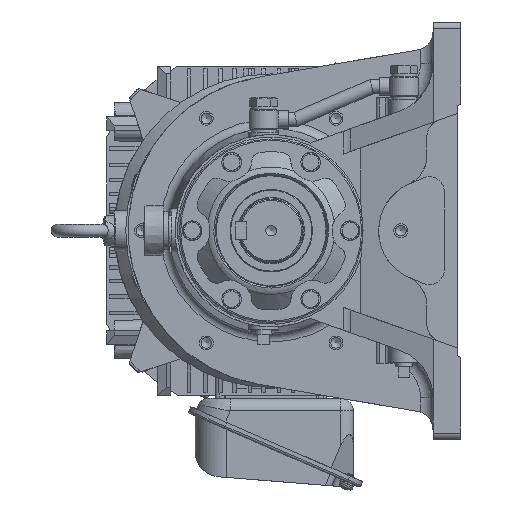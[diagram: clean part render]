
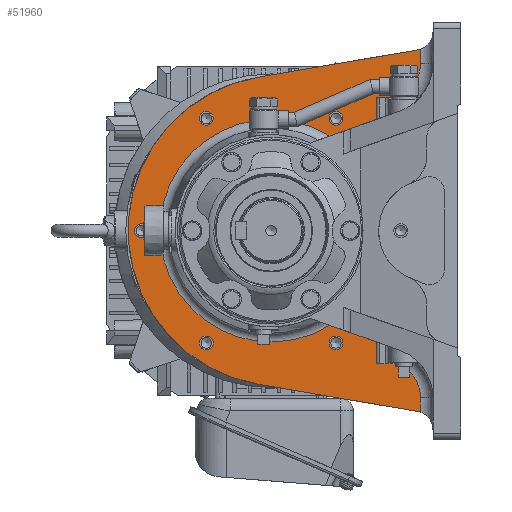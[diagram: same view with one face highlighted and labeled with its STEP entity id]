
A CAD part, left-side view. The second image highlights one B-rep face of the part: STEP entity #51960.
In plain terms, the highlighted planar face has unit normal (-1, 0, 0).
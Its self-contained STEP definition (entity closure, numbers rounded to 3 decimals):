
#5203=LINE('',#86502,#9846);
#5311=LINE('',#86940,#9954);
#5332=LINE('',#87081,#9975);
#5340=LINE('',#87164,#9983);
#5380=LINE('',#87325,#10023);
#5407=LINE('',#87447,#10050);
#5411=LINE('',#87455,#10054);
#5416=LINE('',#87466,#10059);
#5434=LINE('',#87589,#10077);
#5435=LINE('',#87595,#10078);
#9846=VECTOR('',#66901,128.134);
#9954=VECTOR('',#67191,17.732);
#9975=VECTOR('',#67300,38.834);
#9983=VECTOR('',#67336,38.834);
#10023=VECTOR('',#67468,128.134);
#10050=VECTOR('',#67563,17.732);
#10054=VECTOR('',#67573,17.113);
#10059=VECTOR('',#67590,17.113);
#10077=VECTOR('',#67672,11.343);
#10078=VECTOR('',#67681,11.343);
#11229=FACE_BOUND('',#17545,.T.);
#11230=FACE_BOUND('',#17546,.T.);
#11231=FACE_BOUND('',#17547,.T.);
#11232=FACE_BOUND('',#17548,.T.);
#11233=FACE_BOUND('',#17549,.T.);
#14190=FACE_OUTER_BOUND('',#17544,.T.);
#17544=EDGE_LOOP('',(#42374,#42375,#42376,#42377,#42378,#42379,#42380,#42381,
#42382,#42383,#42384,#42385,#42386,#42387,#42388,#42389));
#17545=EDGE_LOOP('',(#42390));
#17546=EDGE_LOOP('',(#42391));
#17547=EDGE_LOOP('',(#42392));
#17548=EDGE_LOOP('',(#42393));
#17549=EDGE_LOOP('',(#42394));
#18924=CIRCLE('',#55518,123.);
#18976=CIRCLE('',#55654,5.5);
#18977=CIRCLE('',#55656,5.5);
#18978=CIRCLE('',#55658,5.5);
#18979=CIRCLE('',#55660,5.5);
#18980=CIRCLE('',#55663,5.5);
#18991=CIRCLE('',#55688,15.);
#18992=CIRCLE('',#55691,15.);
#19013=CIRCLE('',#55804,88.039);
#19019=CIRCLE('',#55821,30.);
#19020=CIRCLE('',#55823,30.);
#23026=VERTEX_POINT('',#86360);
#23027=VERTEX_POINT('',#86362);
#23081=VERTEX_POINT('',#86501);
#23192=VERTEX_POINT('',#86907);
#23199=VERTEX_POINT('',#86938);
#23209=VERTEX_POINT('',#86977);
#23210=VERTEX_POINT('',#86980);
#23211=VERTEX_POINT('',#86983);
#23212=VERTEX_POINT('',#86986);
#23213=VERTEX_POINT('',#86990);
#23233=VERTEX_POINT('',#87061);
#23234=VERTEX_POINT('',#87080);
#23238=VERTEX_POINT('',#87092);
#23242=VERTEX_POINT('',#87120);
#23243=VERTEX_POINT('',#87121);
#23251=VERTEX_POINT('',#87161);
#23252=VERTEX_POINT('',#87163);
#23304=VERTEX_POINT('',#87427);
#23305=VERTEX_POINT('',#87446);
#23323=VERTEX_POINT('',#87588);
#23324=VERTEX_POINT('',#87594);
#29379=EDGE_CURVE('',#23026,#23027,#18924,.T.);
#29436=EDGE_CURVE('',#23027,#23081,#5203,.T.);
#29600=EDGE_CURVE('',#23192,#23199,#5311,.T.);
#29617=EDGE_CURVE('',#23209,#23209,#18976,.T.);
#29618=EDGE_CURVE('',#23210,#23210,#18977,.T.);
#29619=EDGE_CURVE('',#23211,#23211,#18978,.T.);
#29620=EDGE_CURVE('',#23212,#23212,#18979,.T.);
#29621=EDGE_CURVE('',#23213,#23213,#18980,.T.);
#29648=EDGE_CURVE('',#23234,#23233,#5332,.T.);
#29654=EDGE_CURVE('',#23081,#23238,#18991,.T.);
#29659=EDGE_CURVE('',#23242,#23243,#18992,.T.);
#29670=EDGE_CURVE('',#23252,#23251,#5340,.T.);
#29737=EDGE_CURVE('',#23243,#23026,#5380,.T.);
#29778=EDGE_CURVE('',#23305,#23304,#5407,.T.);
#29784=EDGE_CURVE('',#23251,#23305,#5411,.T.);
#29789=EDGE_CURVE('',#23199,#23234,#5416,.T.);
#29807=EDGE_CURVE('',#23252,#23233,#19013,.T.);
#29824=EDGE_CURVE('',#23238,#23323,#5434,.T.);
#29826=EDGE_CURVE('',#23323,#23304,#19019,.T.);
#29827=EDGE_CURVE('',#23324,#23242,#5435,.T.);
#29828=EDGE_CURVE('',#23192,#23324,#19020,.T.);
#42374=ORIENTED_EDGE('',*,*,#29827,.F.);
#42375=ORIENTED_EDGE('',*,*,#29828,.F.);
#42376=ORIENTED_EDGE('',*,*,#29600,.T.);
#42377=ORIENTED_EDGE('',*,*,#29789,.T.);
#42378=ORIENTED_EDGE('',*,*,#29648,.T.);
#42379=ORIENTED_EDGE('',*,*,#29807,.F.);
#42380=ORIENTED_EDGE('',*,*,#29670,.T.);
#42381=ORIENTED_EDGE('',*,*,#29784,.T.);
#42382=ORIENTED_EDGE('',*,*,#29778,.T.);
#42383=ORIENTED_EDGE('',*,*,#29826,.F.);
#42384=ORIENTED_EDGE('',*,*,#29824,.F.);
#42385=ORIENTED_EDGE('',*,*,#29654,.F.);
#42386=ORIENTED_EDGE('',*,*,#29436,.F.);
#42387=ORIENTED_EDGE('',*,*,#29379,.F.);
#42388=ORIENTED_EDGE('',*,*,#29737,.F.);
#42389=ORIENTED_EDGE('',*,*,#29659,.F.);
#42390=ORIENTED_EDGE('',*,*,#29621,.T.);
#42391=ORIENTED_EDGE('',*,*,#29620,.T.);
#42392=ORIENTED_EDGE('',*,*,#29619,.T.);
#42393=ORIENTED_EDGE('',*,*,#29618,.T.);
#42394=ORIENTED_EDGE('',*,*,#29617,.T.);
#46385=PLANE('',#55822);
#51960=ADVANCED_FACE('',(#14190,#11229,#11230,#11231,#11232,#11233),#46385,
 .F.);
#55518=AXIS2_PLACEMENT_3D('',#86363,#66805,#66806);
#55654=AXIS2_PLACEMENT_3D('',#86978,#67229,#67230);
#55656=AXIS2_PLACEMENT_3D('',#86981,#67233,#67234);
#55658=AXIS2_PLACEMENT_3D('',#86984,#67237,#67238);
#55660=AXIS2_PLACEMENT_3D('',#86987,#67241,#67242);
#55663=AXIS2_PLACEMENT_3D('',#86991,#67247,#67248);
#55688=AXIS2_PLACEMENT_3D('',#87093,#67312,#67313);
#55691=AXIS2_PLACEMENT_3D('',#87122,#67319,#67320);
#55804=AXIS2_PLACEMENT_3D('',#87550,#67632,#67633);
#55821=AXIS2_PLACEMENT_3D('',#87592,#67677,#67678);
#55822=AXIS2_PLACEMENT_3D('',#87593,#67679,#67680);
#55823=AXIS2_PLACEMENT_3D('',#87596,#67682,#67683);
#66805=DIRECTION('center_axis',(1.,0.,0.));
#66806=DIRECTION('ref_axis',(0.,0.169,-0.986));
#66901=DIRECTION('',(0.,-0.986,0.169));
#67191=DIRECTION('',(0.,1.,0.));
#67229=DIRECTION('center_axis',(1.,0.,0.));
#67230=DIRECTION('ref_axis',(0.,0.,
1.));
#67233=DIRECTION('center_axis',(1.,0.,0.));
#67234=DIRECTION('ref_axis',(0.,0.866,0.5));
#67237=DIRECTION('center_axis',(1.,0.,0.));
#67238=DIRECTION('ref_axis',(0.,-0.866,0.5));
#67241=DIRECTION('center_axis',(1.,0.,0.));
#67242=DIRECTION('ref_axis',(0.,-0.866,-0.5));
#67247=DIRECTION('center_axis',(1.,0.,0.));
#67248=DIRECTION('ref_axis',(0.,0.866,-0.5));
#67300=DIRECTION('',(0.,0.941,0.337));
#67312=DIRECTION('center_axis',(-1.,0.,0.));
#67313=DIRECTION('ref_axis',(0.,-0.764,-0.645));
#67319=DIRECTION('center_axis',(-1.,0.,0.));
#67320=DIRECTION('ref_axis',(0.,-0.764,0.645));
#67336=DIRECTION('',(0.,-0.941,0.337));
#67468=DIRECTION('',(0.,0.986,0.169));
#67563=DIRECTION('',(0.,-1.,0.));
#67573=DIRECTION('',(0.,0.,1.));
#67590=DIRECTION('',(0.,0.,1.));
#67632=DIRECTION('center_axis',(-1.,0.,0.));
#67633=DIRECTION('ref_axis',(0.,1.,0.));
#67672=DIRECTION('',(0.,0.,-1.));
#67677=DIRECTION('center_axis',(1.,0.,0.));
#67678=DIRECTION('ref_axis',(0.,-0.931,-0.365));
#67679=DIRECTION('center_axis',(1.,0.,0.));
#67680=DIRECTION('ref_axis',(0.,0.,-1.));
#67681=DIRECTION('',(0.,0.,-1.));
#67682=DIRECTION('center_axis',(1.,0.,0.));
#67683=DIRECTION('ref_axis',(0.,-0.931,0.365));
#86360=CARTESIAN_POINT('',(-62.,10.763,-121.235));
#86362=CARTESIAN_POINT('',(-62.,10.763,121.235));
#86363=CARTESIAN_POINT('Origin',(-62.,-10.,0.));
#86501=CARTESIAN_POINT('',(-62.,-115.532,142.865));
#86502=CARTESIAN_POINT('',(-62.,10.763,121.235));
#86907=CARTESIAN_POINT('',(-62.,-100.732,-105.));
#86938=CARTESIAN_POINT('',(-62.,-83.,-105.));
#86940=CARTESIAN_POINT('',(-62.,-71.052,-105.));
#86977=CARTESIAN_POINT('',(-62.,102.5,5.5));
#86978=CARTESIAN_POINT('Origin',(-62.,102.5,0.));
#86980=CARTESIAN_POINT('',(-62.,56.013,-86.018));
#86981=CARTESIAN_POINT('Origin',(-62.,51.25,-88.768));
#86983=CARTESIAN_POINT('',(-62.,46.487,91.518));
#86984=CARTESIAN_POINT('Origin',(-62.,51.25,88.768));
#86986=CARTESIAN_POINT('',(-62.,-56.013,86.018));
#86987=CARTESIAN_POINT('Origin',(-62.,-51.25,88.768));
#86990=CARTESIAN_POINT('',(-62.,-46.487,-91.518));
#86991=CARTESIAN_POINT('Origin',(-62.,-51.25,-88.768));
#87061=CARTESIAN_POINT('',(-62.,-46.439,-74.795));
#87080=CARTESIAN_POINT('',(-62.,-83.,-87.887));
#87081=CARTESIAN_POINT('',(-62.,-24.231,-66.844));
#87092=CARTESIAN_POINT('',(-62.,-118.,143.507));
#87093=CARTESIAN_POINT('Origin',(-62.,-113.,157.649));
#87120=CARTESIAN_POINT('',(-62.,-118.,-143.507));
#87121=CARTESIAN_POINT('',(-62.,-115.532,-142.865));
#87122=CARTESIAN_POINT('Origin',(-62.,-113.,-157.649));
#87161=CARTESIAN_POINT('',(-62.,-83.,87.887));
#87163=CARTESIAN_POINT('',(-62.,-46.439,74.795));
#87164=CARTESIAN_POINT('',(-62.,-82.155,87.584));
#87325=CARTESIAN_POINT('',(-62.,-128.,-145.));
#87427=CARTESIAN_POINT('',(-62.,-100.732,105.));
#87446=CARTESIAN_POINT('',(-62.,-83.,105.));
#87447=CARTESIAN_POINT('',(-62.,-71.052,105.));
#87455=CARTESIAN_POINT('',(-62.,-83.,52.5));
#87466=CARTESIAN_POINT('',(-62.,-83.,-52.5));
#87550=CARTESIAN_POINT('Origin',(-62.,0.,
0.));
#87588=CARTESIAN_POINT('',(-62.,-118.,132.164));
#87589=CARTESIAN_POINT('',(-62.,-118.,66.25));
#87592=CARTESIAN_POINT('Origin',(-62.,-88.,132.164));
#87593=CARTESIAN_POINT('Origin',(-62.,-40.358,0.));
#87594=CARTESIAN_POINT('',(-62.,-118.,-132.164));
#87595=CARTESIAN_POINT('',(-62.,-118.,-66.25));
#87596=CARTESIAN_POINT('Origin',(-62.,-88.,-132.164));
